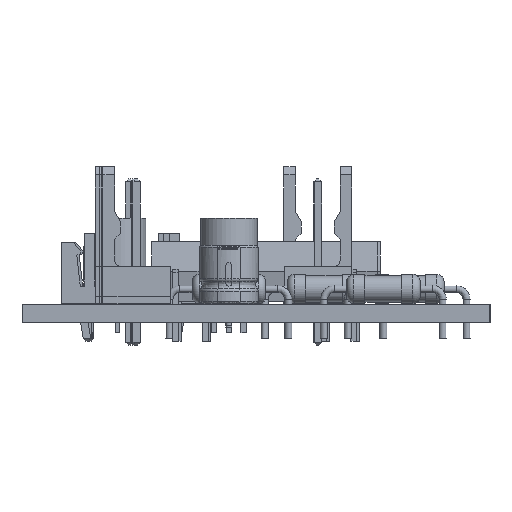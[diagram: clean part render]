
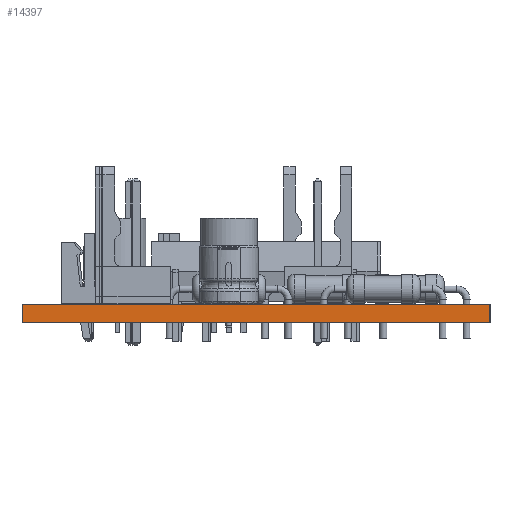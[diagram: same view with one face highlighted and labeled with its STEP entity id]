
A CAD part, left-side view. The second image highlights one B-rep face of the part: STEP entity #14397.
In plain terms, the highlighted planar face has unit normal (-1, 0, 0).
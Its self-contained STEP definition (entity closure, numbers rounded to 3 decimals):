
#14341 = VERTEX_POINT('',#14342);
#14342 = CARTESIAN_POINT('',(-102.5,-20.,1.6));
#14348 = EDGE_CURVE('',#14349,#14341,#14351,.T.);
#14349 = VERTEX_POINT('',#14350);
#14350 = CARTESIAN_POINT('',(-102.5,-20.,0.));
#14351 = LINE('',#14352,#14353);
#14352 = CARTESIAN_POINT('',(-102.5,-20.,0.));
#14353 = VECTOR('',#14354,1.);
#14354 = DIRECTION('',(0.,0.,1.));
#14397 = ADVANCED_FACE('',(#14398),#14423,.T.);
#14398 = FACE_BOUND('',#14399,.T.);
#14399 = EDGE_LOOP('',(#14400,#14401,#14409,#14417));
#14400 = ORIENTED_EDGE('',*,*,#14348,.T.);
#14401 = ORIENTED_EDGE('',*,*,#14402,.T.);
#14402 = EDGE_CURVE('',#14341,#14403,#14405,.T.);
#14403 = VERTEX_POINT('',#14404);
#14404 = CARTESIAN_POINT('',(-102.5,20.,1.6));
#14405 = LINE('',#14406,#14407);
#14406 = CARTESIAN_POINT('',(-102.5,-20.,1.6));
#14407 = VECTOR('',#14408,1.);
#14408 = DIRECTION('',(0.,1.,0.));
#14409 = ORIENTED_EDGE('',*,*,#14410,.F.);
#14410 = EDGE_CURVE('',#14411,#14403,#14413,.T.);
#14411 = VERTEX_POINT('',#14412);
#14412 = CARTESIAN_POINT('',(-102.5,20.,0.));
#14413 = LINE('',#14414,#14415);
#14414 = CARTESIAN_POINT('',(-102.5,20.,0.));
#14415 = VECTOR('',#14416,1.);
#14416 = DIRECTION('',(0.,0.,1.));
#14417 = ORIENTED_EDGE('',*,*,#14418,.F.);
#14418 = EDGE_CURVE('',#14349,#14411,#14419,.T.);
#14419 = LINE('',#14420,#14421);
#14420 = CARTESIAN_POINT('',(-102.5,-20.,0.));
#14421 = VECTOR('',#14422,1.);
#14422 = DIRECTION('',(0.,1.,0.));
#14423 = PLANE('',#14424);
#14424 = AXIS2_PLACEMENT_3D('',#14425,#14426,#14427);
#14425 = CARTESIAN_POINT('',(-102.5,-20.,0.));
#14426 = DIRECTION('',(-1.,0.,0.));
#14427 = DIRECTION('',(0.,1.,0.));
